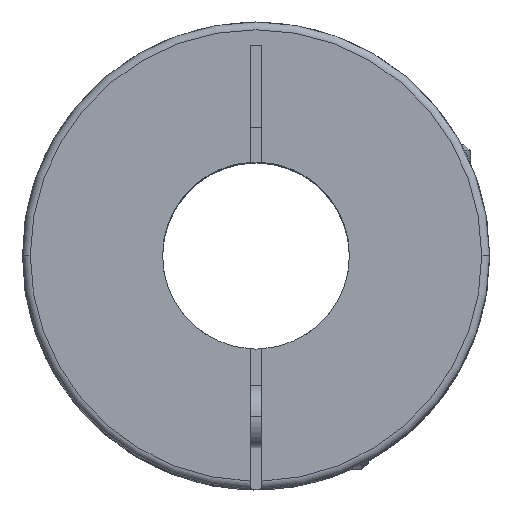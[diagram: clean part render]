
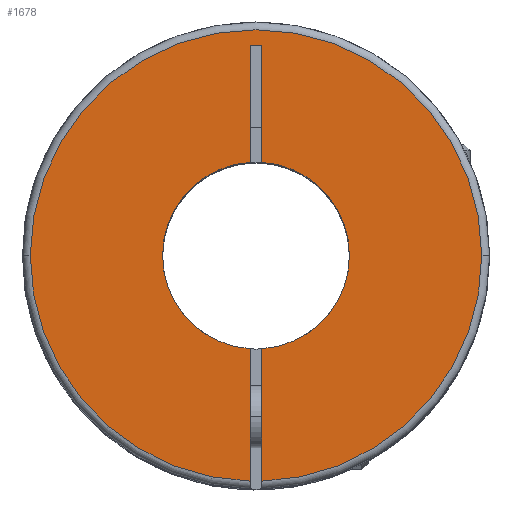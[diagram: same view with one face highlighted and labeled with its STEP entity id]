
A CAD part, top view. The second image highlights one B-rep face of the part: STEP entity #1678.
In plain terms, the highlighted planar face has unit normal (0, 0, 1).
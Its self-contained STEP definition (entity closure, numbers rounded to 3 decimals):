
#3 = EDGE_CURVE ( 'NONE', #2541, #1827, #314, .T. ) ;
#114 = CARTESIAN_POINT ( 'NONE',  ( -0.75, 27., 0. ) ) ;
#129 = EDGE_CURVE ( 'NONE', #3687, #3972, #2319, .T. ) ;
#255 = AXIS2_PLACEMENT_3D ( 'NONE', #2854, #3785, #2286 ) ;
#264 = EDGE_CURVE ( 'NONE', #3669, #3914, #3357, .T. ) ;
#310 = DIRECTION ( 'NONE',  ( -1., 0., 0. ) ) ;
#314 = LINE ( 'NONE', #3743, #3223 ) ;
#384 = ORIENTED_EDGE ( 'NONE', *, *, #1182, .F. ) ;
#460 = ORIENTED_EDGE ( 'NONE', *, *, #2818, .F. ) ;
#466 = LINE ( 'NONE', #1366, #3667 ) ;
#678 = LINE ( 'NONE', #2811, #2464 ) ;
#744 = CARTESIAN_POINT ( 'NONE',  ( 0., 0., 0. ) ) ;
#778 = DIRECTION ( 'NONE',  ( 0., 1., 0. ) ) ;
#851 = CARTESIAN_POINT ( 'NONE',  ( -12., 0., 0. ) ) ;
#903 = CARTESIAN_POINT ( 'NONE',  ( 0.75, 11.977, 0. ) ) ;
#927 = DIRECTION ( 'NONE',  ( 0., 0., -1. ) ) ;
#931 = CARTESIAN_POINT ( 'NONE',  ( -0.75, 27., 0. ) ) ;
#932 = DIRECTION ( 'NONE',  ( 0., 0., -1. ) ) ;
#963 = DIRECTION ( 'NONE',  ( 0., -1., 0. ) ) ;
#981 = ORIENTED_EDGE ( 'NONE', *, *, #3640, .F. ) ;
#1026 = DIRECTION ( 'NONE',  ( 0., 0., -1. ) ) ;
#1118 = DIRECTION ( 'NONE',  ( 0., 0., -1. ) ) ;
#1182 = EDGE_CURVE ( 'NONE', #2076, #1623, #2743, .T. ) ;
#1236 = CARTESIAN_POINT ( 'NONE',  ( -29., 0., 0. ) ) ;
#1332 = CARTESIAN_POINT ( 'NONE',  ( -0.75, 11.977, 0. ) ) ;
#1355 = EDGE_CURVE ( 'NONE', #3669, #3687, #3318, .T. ) ;
#1366 = CARTESIAN_POINT ( 'NONE',  ( -0.75, 27., 0. ) ) ;
#1368 = AXIS2_PLACEMENT_3D ( 'NONE', #3703, #932, #310 ) ;
#1402 = CARTESIAN_POINT ( 'NONE',  ( 0.75, 27., 0. ) ) ;
#1563 = CARTESIAN_POINT ( 'NONE',  ( 0., 0., 0. ) ) ;
#1585 = VERTEX_POINT ( 'NONE', #903 ) ;
#1623 = VERTEX_POINT ( 'NONE', #3694 ) ;
#1625 = CARTESIAN_POINT ( 'NONE',  ( 0., 0., 0. ) ) ;
#1649 = DIRECTION ( 'NONE',  ( -1., 0., 0. ) ) ;
#1652 = ORIENTED_EDGE ( 'NONE', *, *, #2745, .F. ) ;
#1678 = ADVANCED_FACE ( 'NONE', ( #2533 ), #3765, .F. ) ;
#1719 = CARTESIAN_POINT ( 'NONE',  ( 0., 0., 0. ) ) ;
#1770 = VECTOR ( 'NONE', #3200, 1000. ) ;
#1827 = VERTEX_POINT ( 'NONE', #114 ) ;
#1948 = DIRECTION ( 'NONE',  ( 0., 0., -1. ) ) ;
#1978 = EDGE_CURVE ( 'NONE', #3914, #2076, #2869, .T. ) ;
#2059 = VECTOR ( 'NONE', #2461, 1000. ) ;
#2076 = VERTEX_POINT ( 'NONE', #1236 ) ;
#2090 = VERTEX_POINT ( 'NONE', #3706 ) ;
#2145 = AXIS2_PLACEMENT_3D ( 'NONE', #744, #1948, #2925 ) ;
#2163 = AXIS2_PLACEMENT_3D ( 'NONE', #1563, #2173, #963 ) ;
#2173 = DIRECTION ( 'NONE',  ( 0., 0., -1. ) ) ;
#2213 = CIRCLE ( 'NONE', #2145, 12. ) ;
#2286 = DIRECTION ( 'NONE',  ( -1., 0., 0. ) ) ;
#2319 = CIRCLE ( 'NONE', #255, 12. ) ;
#2461 = DIRECTION ( 'NONE',  ( 0., -1., 0. ) ) ;
#2464 = VECTOR ( 'NONE', #778, 1000. ) ;
#2510 = EDGE_CURVE ( 'NONE', #1827, #3972, #466, .T. ) ;
#2522 = DIRECTION ( 'NONE',  ( -1., 0., 0. ) ) ;
#2533 = FACE_OUTER_BOUND ( 'NONE', #2813, .T. ) ;
#2534 = ORIENTED_EDGE ( 'NONE', *, *, #129, .T. ) ;
#2541 = VERTEX_POINT ( 'NONE', #1402 ) ;
#2600 = DIRECTION ( 'NONE',  ( 0., -1., 0. ) ) ;
#2610 = CARTESIAN_POINT ( 'NONE',  ( 0.75, -30., 0. ) ) ;
#2637 = EDGE_CURVE ( 'NONE', #1585, #2881, #2213, .T. ) ;
#2743 = CIRCLE ( 'NONE', #3261, 29. ) ;
#2745 = EDGE_CURVE ( 'NONE', #1623, #2090, #3176, .T. ) ;
#2802 = AXIS2_PLACEMENT_3D ( 'NONE', #1719, #1118, #3929 ) ;
#2811 = CARTESIAN_POINT ( 'NONE',  ( 0.75, -30., 0. ) ) ;
#2813 = EDGE_LOOP ( 'NONE', ( #2856, #3305, #3614, #2534, #3035, #3815, #981, #3512, #460, #1652, #384 ) ) ;
#2818 = EDGE_CURVE ( 'NONE', #2090, #2881, #678, .T. ) ;
#2854 = CARTESIAN_POINT ( 'NONE',  ( 0., 0., 0. ) ) ;
#2856 = ORIENTED_EDGE ( 'NONE', *, *, #1978, .F. ) ;
#2869 = CIRCLE ( 'NONE', #2802, 29. ) ;
#2873 = CARTESIAN_POINT ( 'NONE',  ( 0.75, -11.977, 0. ) ) ;
#2881 = VERTEX_POINT ( 'NONE', #2873 ) ;
#2925 = DIRECTION ( 'NONE',  ( -1., 0., 0. ) ) ;
#3035 = ORIENTED_EDGE ( 'NONE', *, *, #2510, .F. ) ;
#3176 = CIRCLE ( 'NONE', #1368, 29. ) ;
#3200 = DIRECTION ( 'NONE',  ( 0., 1., 0. ) ) ;
#3223 = VECTOR ( 'NONE', #3440, 1000. ) ;
#3261 = AXIS2_PLACEMENT_3D ( 'NONE', #1625, #927, #2522 ) ;
#3305 = ORIENTED_EDGE ( 'NONE', *, *, #264, .F. ) ;
#3318 = CIRCLE ( 'NONE', #3843, 12. ) ;
#3357 = LINE ( 'NONE', #931, #2059 ) ;
#3440 = DIRECTION ( 'NONE',  ( -1., 0., 0. ) ) ;
#3479 = CARTESIAN_POINT ( 'NONE',  ( -0.75, -28.99, 0. ) ) ;
#3492 = CARTESIAN_POINT ( 'NONE',  ( 0., 0., 0. ) ) ;
#3503 = LINE ( 'NONE', #2610, #1770 ) ;
#3512 = ORIENTED_EDGE ( 'NONE', *, *, #2637, .T. ) ;
#3603 = CARTESIAN_POINT ( 'NONE',  ( -0.75, -11.977, 0. ) ) ;
#3614 = ORIENTED_EDGE ( 'NONE', *, *, #1355, .T. ) ;
#3640 = EDGE_CURVE ( 'NONE', #1585, #2541, #3503, .T. ) ;
#3667 = VECTOR ( 'NONE', #2600, 1000. ) ;
#3669 = VERTEX_POINT ( 'NONE', #3603 ) ;
#3687 = VERTEX_POINT ( 'NONE', #851 ) ;
#3694 = CARTESIAN_POINT ( 'NONE',  ( 29., 0., 0. ) ) ;
#3703 = CARTESIAN_POINT ( 'NONE',  ( 0., 0., 0. ) ) ;
#3706 = CARTESIAN_POINT ( 'NONE',  ( 0.75, -28.99, 0. ) ) ;
#3743 = CARTESIAN_POINT ( 'NONE',  ( 0.75, 27., 0. ) ) ;
#3765 = PLANE ( 'NONE',  #2163 ) ;
#3785 = DIRECTION ( 'NONE',  ( 0., 0., -1. ) ) ;
#3815 = ORIENTED_EDGE ( 'NONE', *, *, #3, .F. ) ;
#3843 = AXIS2_PLACEMENT_3D ( 'NONE', #3492, #1026, #1649 ) ;
#3914 = VERTEX_POINT ( 'NONE', #3479 ) ;
#3929 = DIRECTION ( 'NONE',  ( -1., 0., 0. ) ) ;
#3972 = VERTEX_POINT ( 'NONE', #1332 ) ;
